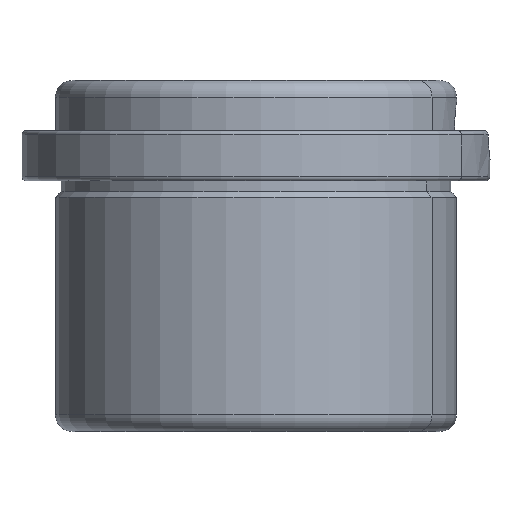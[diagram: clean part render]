
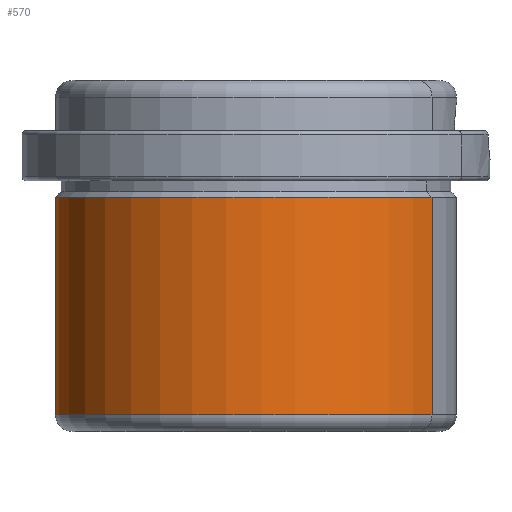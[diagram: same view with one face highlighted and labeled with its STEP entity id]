
A CAD part, front view. The second image highlights one B-rep face of the part: STEP entity #570.
In plain terms, the highlighted cylindrical face has radius 24 mm (diameter 48 mm), a partial arc.
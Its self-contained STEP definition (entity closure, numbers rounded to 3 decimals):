
#168=CARTESIAN_POINT('Axis2P3D Location',(0.,0.,-9.)) ;
#506=CARTESIAN_POINT('Vertex',(21.062,-11.506,-28.)) ;
#509=CARTESIAN_POINT('Axis2P3D Location',(0.,0.,-28.)) ;
#513=CARTESIAN_POINT('Vertex',(-21.062,11.506,-28.)) ;
#545=CARTESIAN_POINT('Line Origine',(21.062,-11.506,-9.)) ;
#549=CARTESIAN_POINT('Vertex',(21.062,-11.506,-2.)) ;
#552=CARTESIAN_POINT('Axis2P3D Location',(0.,0.,-2.)) ;
#556=CARTESIAN_POINT('Vertex',(-21.062,11.506,-2.)) ;
#559=CARTESIAN_POINT('Line Origine',(-21.062,11.506,-9.)) ;
#169=DIRECTION('Axis2P3D Direction',(0.,0.,-1.)) ;
#170=DIRECTION('Axis2P3D XDirection',(-0.878,0.479,-0.)) ;
#510=DIRECTION('Axis2P3D Direction',(0.,0.,-1.)) ;
#546=DIRECTION('Vector Direction',(0.,0.,-1.)) ;
#553=DIRECTION('Axis2P3D Direction',(0.,0.,-1.)) ;
#560=DIRECTION('Vector Direction',(0.,0.,-1.)) ;
#171=AXIS2_PLACEMENT_3D('Cylinder Axis2P3D',#168,#169,#170) ;
#511=AXIS2_PLACEMENT_3D('Circle Axis2P3D',#509,#510,$) ;
#554=AXIS2_PLACEMENT_3D('Circle Axis2P3D',#552,#553,$) ;
#565=ORIENTED_EDGE('',*,*,#551,.T.) ;
#566=ORIENTED_EDGE('',*,*,#558,.T.) ;
#567=ORIENTED_EDGE('',*,*,#563,.F.) ;
#568=ORIENTED_EDGE('',*,*,#515,.F.) ;
#547=VECTOR('Line Direction',#546,1.) ;
#561=VECTOR('Line Direction',#560,1.) ;
#570=ADVANCED_FACE('PartBody',(#569),#172,.T.) ;
#512=CIRCLE('generated circle',#511,24.) ;
#555=CIRCLE('generated circle',#554,24.) ;
#172=CYLINDRICAL_SURFACE('generated cylinder',#171,24.) ;
#515=EDGE_CURVE('',#507,#514,#512,.T.) ;
#551=EDGE_CURVE('',#507,#550,#548,.F.) ;
#558=EDGE_CURVE('',#550,#557,#555,.T.) ;
#563=EDGE_CURVE('',#514,#557,#562,.F.) ;
#564=EDGE_LOOP('',(#565,#566,#567,#568)) ;
#569=FACE_OUTER_BOUND('',#564,.T.) ;
#548=LINE('Line',#545,#547) ;
#562=LINE('Line',#559,#561) ;
#507=VERTEX_POINT('',#506) ;
#514=VERTEX_POINT('',#513) ;
#550=VERTEX_POINT('',#549) ;
#557=VERTEX_POINT('',#556) ;
